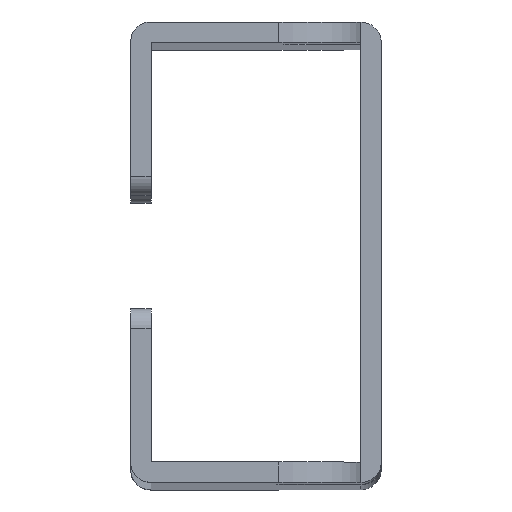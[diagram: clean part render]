
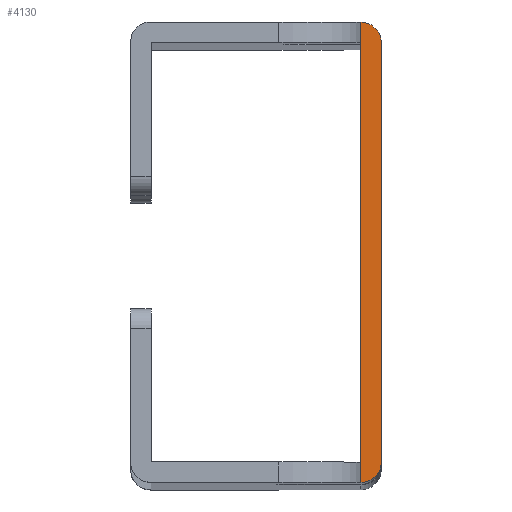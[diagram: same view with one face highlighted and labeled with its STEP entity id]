
A CAD part, top view. The second image highlights one B-rep face of the part: STEP entity #4130.
In plain terms, the highlighted planar face has unit normal (0, 0, 1).
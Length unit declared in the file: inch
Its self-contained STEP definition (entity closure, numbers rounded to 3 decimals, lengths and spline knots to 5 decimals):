
#127=DIRECTION('',(0.,-1.,0.));
#128=VECTOR('',#127,0.062);
#129=CARTESIAN_POINT('',(-0.062,0.702,6.327));
#130=LINE('',#129,#128);
#131=CARTESIAN_POINT('',(-0.062,0.64,6.327));
#132=DIRECTION('',(0.,0.,-1.));
#133=DIRECTION('',(0.,1.,0.));
#134=AXIS2_PLACEMENT_3D('',#131,#132,#133);
#136=CARTESIAN_POINT('',(-0.062,-0.64,6.327));
#137=DIRECTION('',(0.,0.,-1.));
#138=DIRECTION('',(1.,0.,0.));
#139=AXIS2_PLACEMENT_3D('',#136,#137,#138);
#141=DIRECTION('',(0.,-1.,0.));
#142=VECTOR('',#141,0.062);
#143=CARTESIAN_POINT('',(-0.062,-0.64,6.327));
#144=LINE('',#143,#142);
#162=DIRECTION('',(0.,-1.,0.));
#163=VECTOR('',#162,1.28);
#164=CARTESIAN_POINT('',(-0.062,0.64,6.327));
#165=LINE('',#164,#163);
#625=DIRECTION('',(0.,1.,0.));
#626=VECTOR('',#625,1.28);
#627=CARTESIAN_POINT('',(0.,-0.64,6.327));
#628=LINE('',#627,#626);
#3353=CARTESIAN_POINT('',(-0.062,0.64,6.327));
#3354=CARTESIAN_POINT('',(-0.062,-0.64,6.327));
#3355=VERTEX_POINT('',#3353);
#3356=VERTEX_POINT('',#3354);
#3357=CARTESIAN_POINT('',(0.,-0.64,6.327));
#3358=CARTESIAN_POINT('',(0.,0.64,6.327));
#3359=VERTEX_POINT('',#3357);
#3360=VERTEX_POINT('',#3358);
#3361=CARTESIAN_POINT('',(-0.062,-0.702,6.327));
#3362=VERTEX_POINT('',#3361);
#3363=CARTESIAN_POINT('',(-0.062,0.702,6.327));
#3364=VERTEX_POINT('',#3363);
#4112=CARTESIAN_POINT('',(0.,0.,6.327));
#4113=DIRECTION('',(0.,0.,1.));
#4114=DIRECTION('',(0.,-1.,0.));
#4115=AXIS2_PLACEMENT_3D('',#4112,#4113,#4114);
#4116=PLANE('',#4115);
#4118=ORIENTED_EDGE('',*,*,#4117,.F.);
#4119=ORIENTED_EDGE('',*,*,#4105,.F.);
#4121=ORIENTED_EDGE('',*,*,#4120,.T.);
#4123=ORIENTED_EDGE('',*,*,#4122,.F.);
#4125=ORIENTED_EDGE('',*,*,#4124,.T.);
#4127=ORIENTED_EDGE('',*,*,#4126,.F.);
#4128=EDGE_LOOP('',(#4118,#4119,#4121,#4123,#4125,#4127));
#4129=FACE_OUTER_BOUND('',#4128,.F.);
#4130=ADVANCED_FACE('',(#4129),#4116,.T.);
#135=CIRCLE('',#134,0.062);
#140=CIRCLE('',#139,0.062);
#4105=EDGE_CURVE('',#3364,#3355,#130,.T.);
#4117=EDGE_CURVE('',#3355,#3356,#165,.T.);
#4120=EDGE_CURVE('',#3364,#3360,#135,.T.);
#4122=EDGE_CURVE('',#3359,#3360,#628,.T.);
#4124=EDGE_CURVE('',#3359,#3362,#140,.T.);
#4126=EDGE_CURVE('',#3356,#3362,#144,.T.);
